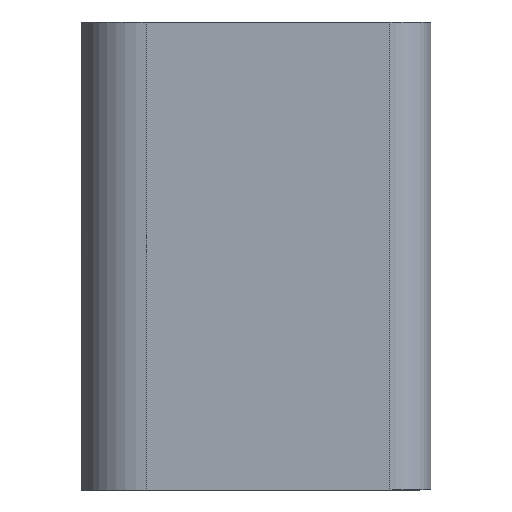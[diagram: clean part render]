
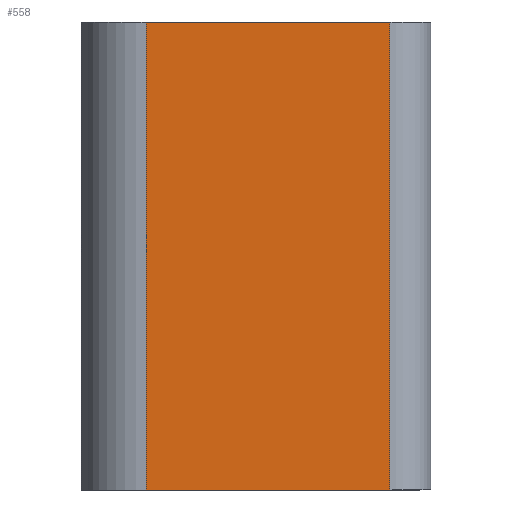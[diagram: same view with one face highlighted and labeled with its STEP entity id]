
A CAD part, left-side view. The second image highlights one B-rep face of the part: STEP entity #558.
In plain terms, the highlighted planar face has unit normal (-0.999, 0.043, 0).
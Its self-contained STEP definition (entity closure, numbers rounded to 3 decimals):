
#1 = LINE ( 'NONE', #225, #783 ) ;
#22 = CARTESIAN_POINT ( 'NONE',  ( -3.144, -3.472, 12.5 ) ) ;
#111 = VERTEX_POINT ( 'NONE', #865 ) ;
#124 = VERTEX_POINT ( 'NONE', #1324 ) ;
#133 = FACE_OUTER_BOUND ( 'NONE', #353, .T. ) ;
#144 = EDGE_CURVE ( 'NONE', #124, #169, #1, .T. ) ;
#169 = VERTEX_POINT ( 'NONE', #474 ) ;
#225 = CARTESIAN_POINT ( 'NONE',  ( -3.144, -3.472, -12.5 ) ) ;
#240 = EDGE_CURVE ( 'NONE', #521, #169, #269, .T. ) ;
#269 = LINE ( 'NONE', #488, #852 ) ;
#332 = DIRECTION ( 'NONE',  ( -0.043, -0.999, 0. ) ) ;
#353 = EDGE_LOOP ( 'NONE', ( #716, #581, #768, #365 ) ) ;
#365 = ORIENTED_EDGE ( 'NONE', *, *, #1011, .F. ) ;
#466 = VECTOR ( 'NONE', #601, 1000. ) ;
#474 = CARTESIAN_POINT ( 'NONE',  ( -3.707, -16.481, -12.5 ) ) ;
#488 = CARTESIAN_POINT ( 'NONE',  ( -3.707, -16.481, 12.5 ) ) ;
#521 = VERTEX_POINT ( 'NONE', #833 ) ;
#558 = ADVANCED_FACE ( 'NONE', ( #133 ), #934, .F. ) ;
#579 = CARTESIAN_POINT ( 'NONE',  ( -3.144, -3.472, 12.5 ) ) ;
#581 = ORIENTED_EDGE ( 'NONE', *, *, #144, .T. ) ;
#585 = AXIS2_PLACEMENT_3D ( 'NONE', #741, #838, #899 ) ;
#601 = DIRECTION ( 'NONE',  ( -0.043, -0.999, 0. ) ) ;
#716 = ORIENTED_EDGE ( 'NONE', *, *, #1027, .T. ) ;
#741 = CARTESIAN_POINT ( 'NONE',  ( -3.144, -3.472, 12.5 ) ) ;
#768 = ORIENTED_EDGE ( 'NONE', *, *, #240, .F. ) ;
#783 = VECTOR ( 'NONE', #332, 1000. ) ;
#804 = VECTOR ( 'NONE', #940, 1000. ) ;
#833 = CARTESIAN_POINT ( 'NONE',  ( -3.707, -16.481, 12.5 ) ) ;
#838 = DIRECTION ( 'NONE',  ( 0.999, -0.043, 0. ) ) ;
#852 = VECTOR ( 'NONE', #1171, 1000. ) ;
#865 = CARTESIAN_POINT ( 'NONE',  ( -3.144, -3.472, 12.5 ) ) ;
#899 = DIRECTION ( 'NONE',  ( 0.043, 0.999, 0. ) ) ;
#934 = PLANE ( 'NONE',  #585 ) ;
#940 = DIRECTION ( 'NONE',  ( 0., 0., -1. ) ) ;
#1011 = EDGE_CURVE ( 'NONE', #111, #521, #1059, .T. ) ;
#1027 = EDGE_CURVE ( 'NONE', #111, #124, #1276, .T. ) ;
#1059 = LINE ( 'NONE', #22, #466 ) ;
#1171 = DIRECTION ( 'NONE',  ( 0., 0., -1. ) ) ;
#1276 = LINE ( 'NONE', #579, #804 ) ;
#1324 = CARTESIAN_POINT ( 'NONE',  ( -3.144, -3.472, -12.5 ) ) ;
